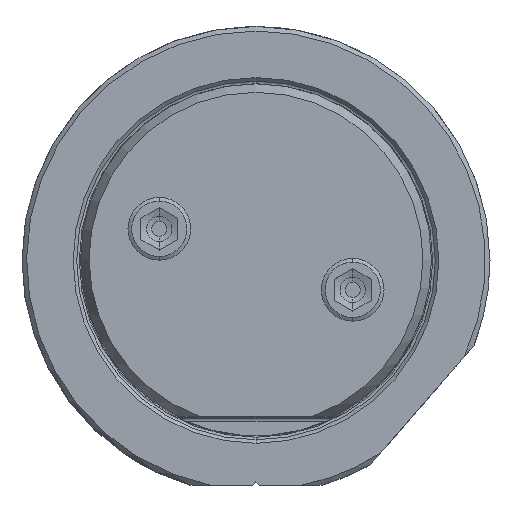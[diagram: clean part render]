
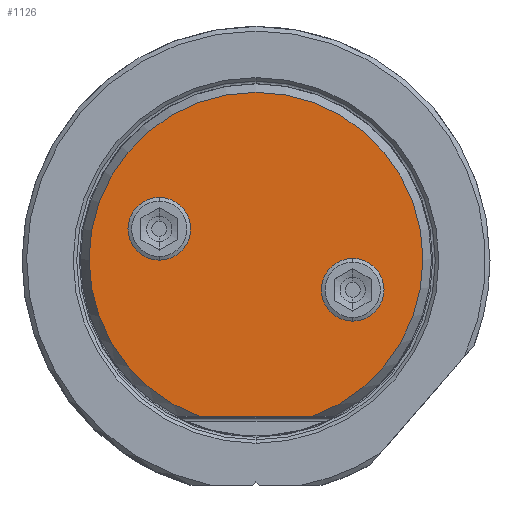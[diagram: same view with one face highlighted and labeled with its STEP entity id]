
A CAD part, top view. The second image highlights one B-rep face of the part: STEP entity #1126.
In plain terms, the highlighted planar face has unit normal (0, 0, 1).
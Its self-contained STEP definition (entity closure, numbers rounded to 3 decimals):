
#104=PLANE('',#6166);
#306=LINE('',#12996,#659);
#659=VECTOR('',#7203,1.);
#881=FACE_BOUND('',#1797,.T.);
#882=FACE_BOUND('',#1798,.T.);
#883=FACE_BOUND('',#1799,.T.);
#1126=ADVANCED_FACE('',(#881,#882,#883),#104,.T.);
#1797=EDGE_LOOP('',(#2997,#2998,#2999));
#1798=EDGE_LOOP('',(#3000,#3001));
#1799=EDGE_LOOP('',(#3002,#3003));
#2117=CIRCLE('',#6157,3.4);
#2119=CIRCLE('',#6160,3.4);
#2120=CIRCLE('',#6162,18.122);
#2121=CIRCLE('',#6163,18.122);
#2122=CIRCLE('',#6164,3.4);
#2123=CIRCLE('',#6165,3.4);
#2997=ORIENTED_EDGE('',*,*,#5098,.T.);
#2998=ORIENTED_EDGE('',*,*,#5099,.T.);
#2999=ORIENTED_EDGE('',*,*,#5100,.T.);
#3000=ORIENTED_EDGE('',*,*,#5094,.T.);
#3001=ORIENTED_EDGE('',*,*,#5097,.T.);
#3002=ORIENTED_EDGE('',*,*,#5101,.T.);
#3003=ORIENTED_EDGE('',*,*,#5102,.T.);
#4409=VERTEX_POINT('',#12985);
#4410=VERTEX_POINT('',#12987);
#4411=VERTEX_POINT('',#12994);
#4412=VERTEX_POINT('',#12995);
#4413=VERTEX_POINT('',#12997);
#4414=VERTEX_POINT('',#13000);
#4415=VERTEX_POINT('',#13001);
#5094=EDGE_CURVE('',#4410,#4409,#2117,.T.);
#5097=EDGE_CURVE('',#4409,#4410,#2119,.T.);
#5098=EDGE_CURVE('',#4411,#4412,#2120,.T.);
#5099=EDGE_CURVE('',#4412,#4413,#306,.T.);
#5100=EDGE_CURVE('',#4413,#4411,#2121,.T.);
#5101=EDGE_CURVE('',#4414,#4415,#2122,.T.);
#5102=EDGE_CURVE('',#4415,#4414,#2123,.T.);
#6157=AXIS2_PLACEMENT_3D('',#12986,#7190,#7191);
#6160=AXIS2_PLACEMENT_3D('',#12991,#7197,#7198);
#6162=AXIS2_PLACEMENT_3D('',#12993,#7201,#7202);
#6163=AXIS2_PLACEMENT_3D('',#12998,#7204,#7205);
#6164=AXIS2_PLACEMENT_3D('',#12999,#7206,#7207);
#6165=AXIS2_PLACEMENT_3D('',#13002,#7208,#7209);
#6166=AXIS2_PLACEMENT_3D('',#13003,#7210,#7211);
#7190=DIRECTION('',(0.,0.,-1.));
#7191=DIRECTION('',(1.,0.,0.));
#7197=DIRECTION('',(0.,0.,-1.));
#7198=DIRECTION('',(-1.,0.,0.));
#7201=DIRECTION('',(0.,0.,1.));
#7202=DIRECTION('',(0.,1.,0.));
#7203=DIRECTION('',(1.,0.,0.));
#7204=DIRECTION('',(0.,0.,1.));
#7205=DIRECTION('',(0.339,-0.941,0.));
#7206=DIRECTION('',(0.,0.,-1.));
#7207=DIRECTION('',(1.,0.,0.));
#7208=DIRECTION('',(0.,0.,-1.));
#7209=DIRECTION('',(-1.,0.,0.));
#7210=DIRECTION('',(0.,0.,1.));
#7211=DIRECTION('',(1.,0.,0.));
#12985=CARTESIAN_POINT('',(7.097,-3.309,69.85));
#12986=CARTESIAN_POINT('',(10.497,-3.309,69.85));
#12987=CARTESIAN_POINT('',(13.897,-3.309,69.85));
#12991=CARTESIAN_POINT('',(10.497,-3.309,69.85));
#12993=CARTESIAN_POINT('',(0.,0.,69.85));
#12994=CARTESIAN_POINT('',(0.,18.122,69.85));
#12995=CARTESIAN_POINT('',(-6.141,-17.05,69.85));
#12996=CARTESIAN_POINT('',(-6.141,-17.05,69.85));
#12997=CARTESIAN_POINT('',(6.141,-17.05,69.85));
#12998=CARTESIAN_POINT('',(0.,0.,69.85));
#12999=CARTESIAN_POINT('',(-10.497,3.309,69.85));
#13000=CARTESIAN_POINT('',(-7.097,3.309,69.85));
#13001=CARTESIAN_POINT('',(-13.897,3.309,69.85));
#13002=CARTESIAN_POINT('',(-10.497,3.309,69.85));
#13003=CARTESIAN_POINT('',(0.,0.536,69.85));
